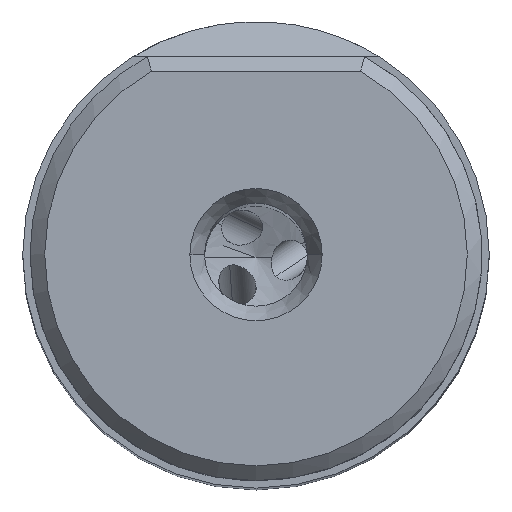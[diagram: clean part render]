
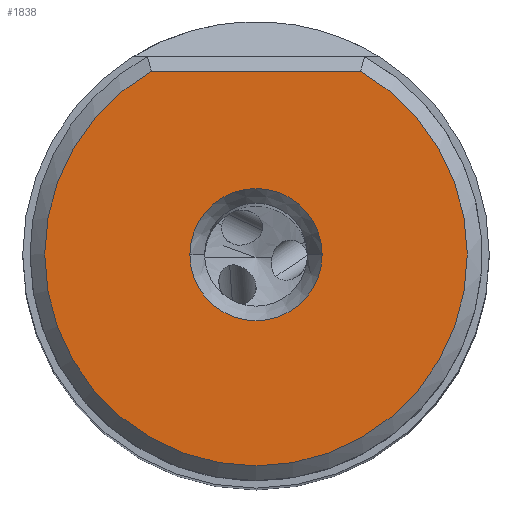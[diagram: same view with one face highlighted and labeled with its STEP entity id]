
A CAD part, top view. The second image highlights one B-rep face of the part: STEP entity #1838.
In plain terms, the highlighted planar face has unit normal (0, 0, 1).
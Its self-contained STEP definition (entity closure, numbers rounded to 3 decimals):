
#301=LINE('',#14972,#569);
#569=VECTOR('',#8156,1.);
#1838=ADVANCED_FACE('',(#2250,#2251),#2161,.T.);
#2161=PLANE('',#7222);
#2250=FACE_BOUND('',#2359,.T.);
#2251=FACE_BOUND('',#2360,.T.);
#2359=EDGE_LOOP('',(#3215,#3216,#3217));
#2360=EDGE_LOOP('',(#3218,#3219));
#3215=ORIENTED_EDGE('',*,*,#5884,.F.);
#3216=ORIENTED_EDGE('',*,*,#5885,.F.);
#3217=ORIENTED_EDGE('',*,*,#5886,.T.);
#3218=ORIENTED_EDGE('',*,*,#5883,.F.);
#3219=ORIENTED_EDGE('',*,*,#5887,.F.);
#5090=VERTEX_POINT('',#14962);
#5091=VERTEX_POINT('',#14964);
#5092=VERTEX_POINT('',#14968);
#5093=VERTEX_POINT('',#14969);
#5094=VERTEX_POINT('',#14971);
#5883=EDGE_CURVE('',#5091,#5090,#6680,.T.);
#5884=EDGE_CURVE('',#5092,#5093,#6681,.T.);
#5885=EDGE_CURVE('',#5094,#5092,#6682,.T.);
#5886=EDGE_CURVE('',#5094,#5093,#301,.T.);
#5887=EDGE_CURVE('',#5090,#5091,#6683,.T.);
#6680=CIRCLE('',#7217,4.5);
#6681=CIRCLE('',#7219,14.375);
#6682=CIRCLE('',#7220,14.375);
#6683=CIRCLE('',#7221,4.5);
#7217=AXIS2_PLACEMENT_3D('',#14965,#8148,#8149);
#7219=AXIS2_PLACEMENT_3D('',#14967,#8152,#8153);
#7220=AXIS2_PLACEMENT_3D('',#14970,#8154,#8155);
#7221=AXIS2_PLACEMENT_3D('',#14973,#8157,#8158);
#7222=AXIS2_PLACEMENT_3D('',#14974,#8159,#8160);
#8148=DIRECTION('',(0.,0.,1.));
#8149=DIRECTION('',(-1.,0.,0.));
#8152=DIRECTION('',(0.,0.,-1.));
#8153=DIRECTION('',(0.,-1.,0.));
#8154=DIRECTION('',(0.,0.,-1.));
#8155=DIRECTION('',(0.496,0.869,0.));
#8156=DIRECTION('',(-1.,0.,0.));
#8157=DIRECTION('',(0.,0.,1.));
#8158=DIRECTION('',(1.,0.,0.));
#8159=DIRECTION('',(0.,0.,1.));
#8160=DIRECTION('',(-1.,0.,0.));
#14962=CARTESIAN_POINT('',(4.5,0.,0.));
#14964=CARTESIAN_POINT('',(-4.5,0.,0.));
#14965=CARTESIAN_POINT('',(0.,0.,0.));
#14967=CARTESIAN_POINT('',(0.,0.,0.));
#14968=CARTESIAN_POINT('',(0.,-14.375,0.));
#14969=CARTESIAN_POINT('',(-7.125,12.485,0.));
#14970=CARTESIAN_POINT('',(0.,0.,0.));
#14971=CARTESIAN_POINT('',(7.125,12.485,0.));
#14972=CARTESIAN_POINT('',(7.125,12.485,0.));
#14973=CARTESIAN_POINT('',(0.,0.,0.));
#14974=CARTESIAN_POINT('',(0.,-0.945,0.));
